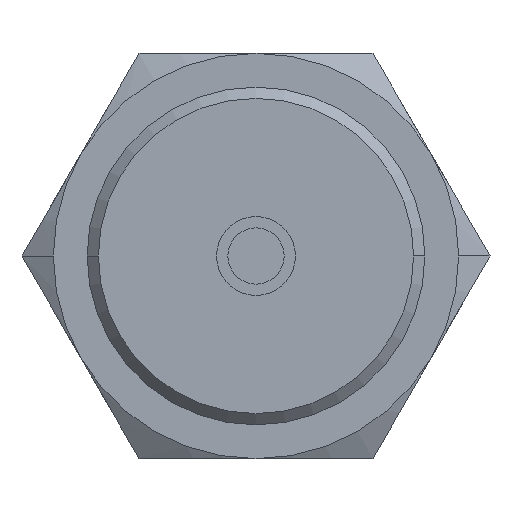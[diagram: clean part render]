
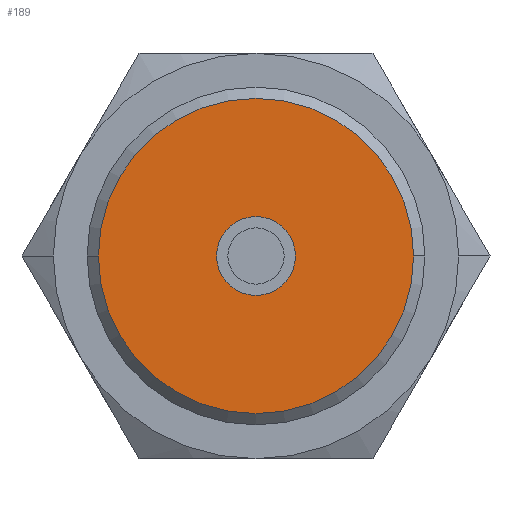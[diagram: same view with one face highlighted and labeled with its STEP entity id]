
A CAD part, front view. The second image highlights one B-rep face of the part: STEP entity #189.
In plain terms, the highlighted planar face has unit normal (0, -1, 0).
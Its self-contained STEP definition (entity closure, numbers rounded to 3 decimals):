
#189=ADVANCED_FACE('',(#292,#293),#294,.T.);
#292=FACE_OUTER_BOUND('',#463,.T.);
#293=FACE_BOUND('',#464,.T.);
#294=PLANE('',#465);
#463=EDGE_LOOP('',(#718,#719));
#464=EDGE_LOOP('',(#720,#721));
#465=AXIS2_PLACEMENT_3D('',#722,#723,#724);
#718=ORIENTED_EDGE('',*,*,#1192,.F.);
#719=ORIENTED_EDGE('',*,*,#1221,.F.);
#720=ORIENTED_EDGE('',*,*,#1197,.T.);
#721=ORIENTED_EDGE('',*,*,#1220,.T.);
#722=CARTESIAN_POINT('',(-8.75,-61.0,0.0));
#723=DIRECTION('',(0.0,-1.0,0.0));
#724=DIRECTION('',(1.0,0.0,0.0));
#1192=EDGE_CURVE('',#1369,#1371,#1372,.T.);
#1197=EDGE_CURVE('',#1375,#1379,#1381,.T.);
#1220=EDGE_CURVE('',#1379,#1375,#1415,.T.);
#1221=EDGE_CURVE('',#1371,#1369,#1416,.T.);
#1369=VERTEX_POINT('',#1674);
#1371=VERTEX_POINT('',#1677);
#1372=CIRCLE('',#1678,14.0);
#1375=VERTEX_POINT('',#1682);
#1379=VERTEX_POINT('',#1687);
#1381=CIRCLE('',#1690,3.5);
#1415=CIRCLE('',#1732,3.5);
#1416=CIRCLE('',#1733,14.0);
#1674=CARTESIAN_POINT('',(-14.0,-61.0,0.0));
#1677=CARTESIAN_POINT('',(14.0,-61.0,0.));
#1678=AXIS2_PLACEMENT_3D('',#2510,#2511,#2512);
#1682=CARTESIAN_POINT('',(-3.5,-61.0,0.0));
#1687=CARTESIAN_POINT('',(3.5,-61.0,0.));
#1690=AXIS2_PLACEMENT_3D('',#2519,#2520,#2521);
#1732=AXIS2_PLACEMENT_3D('',#2572,#2573,#2574);
#1733=AXIS2_PLACEMENT_3D('',#2575,#2576,#2577);
#2510=CARTESIAN_POINT('',(0.0,-61.0,0.0));
#2511=DIRECTION('',(0.0,1.0,0.0));
#2512=DIRECTION('',(-1.0,0.0,0.0));
#2519=CARTESIAN_POINT('',(0.0,-61.0,0.0));
#2520=DIRECTION('',(0.0,1.0,0.0));
#2521=DIRECTION('',(-1.0,0.0,0.0));
#2572=CARTESIAN_POINT('',(0.0,-61.0,0.0));
#2573=DIRECTION('',(0.0,1.0,0.0));
#2574=DIRECTION('',(-1.0,0.0,0.0));
#2575=CARTESIAN_POINT('',(0.0,-61.0,0.0));
#2576=DIRECTION('',(0.0,1.0,0.0));
#2577=DIRECTION('',(-1.0,0.0,0.0));
